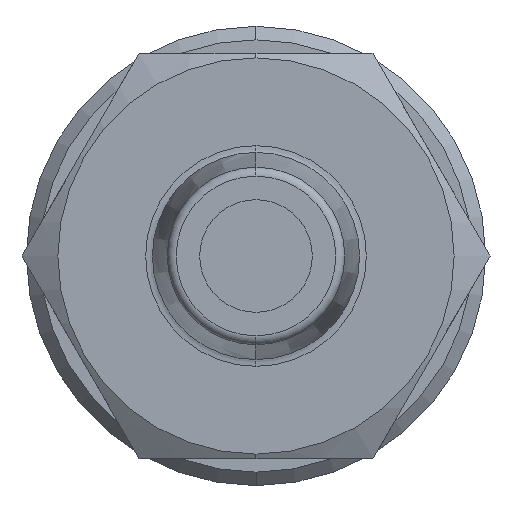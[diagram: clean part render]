
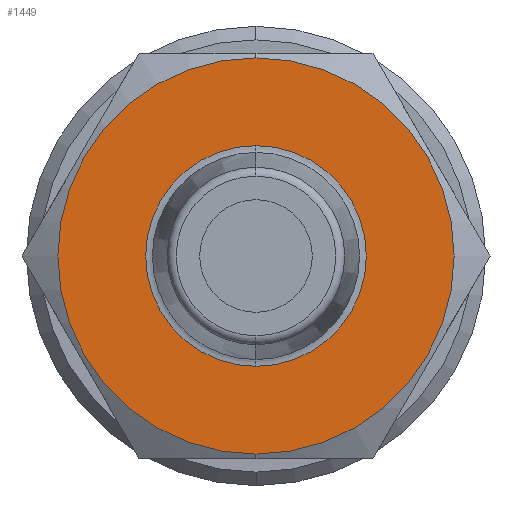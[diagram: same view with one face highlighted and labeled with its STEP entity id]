
A CAD part, front view. The second image highlights one B-rep face of the part: STEP entity #1449.
In plain terms, the highlighted planar face has unit normal (0, -1, 0).
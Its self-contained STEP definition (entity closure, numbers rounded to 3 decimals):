
#56 = CARTESIAN_POINT ( 'NONE',  ( 0., -5., 0. ) ) ;
#57 = DIRECTION ( 'NONE',  ( 0., -1., 0. ) ) ;
#58 = DIRECTION ( 'NONE',  ( 0., 0., -1. ) ) ;
#181 = CARTESIAN_POINT ( 'NONE',  ( 0., -5., 4.4 ) ) ;
#182 = CARTESIAN_POINT ( 'NONE',  ( 0., -5., -4.4 ) ) ;
#183 = CARTESIAN_POINT ( 'NONE',  ( 0., -5., -2.45 ) ) ;
#184 = CARTESIAN_POINT ( 'NONE',  ( 0., -5., 2.45 ) ) ;
#437 = PLANE ( 'NONE',  #880 ) ;
#438 = CARTESIAN_POINT ( 'NONE',  ( 2.45, -5., 0. ) ) ;
#439 = DIRECTION ( 'NONE',  ( 0., -1., 0. ) ) ;
#440 = DIRECTION ( 'NONE',  ( 0., 0., -1. ) ) ;
#544 = CARTESIAN_POINT ( 'NONE',  ( 0., -5., 0. ) ) ;
#545 = DIRECTION ( 'NONE',  ( 0., -1., 0. ) ) ;
#546 = DIRECTION ( 'NONE',  ( 0., 0., -1. ) ) ;
#569 = EDGE_CURVE ( 'NONE', #1738, #1737, #1601, .T. ) ;
#749 = EDGE_CURVE ( 'NONE', #1736, #1735, #1513, .T. ) ;
#880 = AXIS2_PLACEMENT_3D ( 'NONE', #438, #439, #440 ) ;
#929 = CIRCLE ( 'NONE', #937, 2.45 ) ;
#932 = CIRCLE ( 'NONE', #935, 4.4 ) ;
#935 = AXIS2_PLACEMENT_3D ( 'NONE', #544, #545, #546 ) ;
#937 = AXIS2_PLACEMENT_3D ( 'NONE', #56, #57, #58 ) ;
#1116 = CARTESIAN_POINT ( 'NONE',  ( 0., -5., 0. ) ) ;
#1117 = DIRECTION ( 'NONE',  ( 0., -1., 0. ) ) ;
#1118 = DIRECTION ( 'NONE',  ( 0., 0., -1. ) ) ;
#1238 = DIRECTION ( 'NONE',  ( 0., 0., -1. ) ) ;
#1239 = DIRECTION ( 'NONE',  ( 0., -1., 0. ) ) ;
#1240 = CARTESIAN_POINT ( 'NONE',  ( 0., -5., 0. ) ) ;
#1449 = ADVANCED_FACE ( 'NONE', ( #2254, #2255 ), #437, .T. ) ;
#1485 = EDGE_CURVE ( 'NONE', #1735, #1736, #932, .T. ) ;
#1490 = EDGE_CURVE ( 'NONE', #1737, #1738, #929, .T. ) ;
#1511 = AXIS2_PLACEMENT_3D ( 'NONE', #1116, #1117, #1118 ) ;
#1513 = CIRCLE ( 'NONE', #1511, 4.4 ) ;
#1601 = CIRCLE ( 'NONE', #1612, 2.45 ) ;
#1612 = AXIS2_PLACEMENT_3D ( 'NONE', #1240, #1239, #1238 ) ;
#1735 = VERTEX_POINT ( 'NONE', #181 ) ;
#1736 = VERTEX_POINT ( 'NONE', #182 ) ;
#1737 = VERTEX_POINT ( 'NONE', #183 ) ;
#1738 = VERTEX_POINT ( 'NONE', #184 ) ;
#1799 = EDGE_LOOP ( 'NONE', ( #1891, #1893 ) ) ;
#1800 = EDGE_LOOP ( 'NONE', ( #1888, #1890 ) ) ;
#1888 = ORIENTED_EDGE ( 'NONE', *, *, #1485, .T. ) ;
#1890 = ORIENTED_EDGE ( 'NONE', *, *, #749, .T. ) ;
#1891 = ORIENTED_EDGE ( 'NONE', *, *, #1490, .F. ) ;
#1893 = ORIENTED_EDGE ( 'NONE', *, *, #569, .F. ) ;
#2254 = FACE_OUTER_BOUND ( 'NONE', #1800, .T. ) ;
#2255 = FACE_BOUND ( 'NONE', #1799, .T. ) ;
